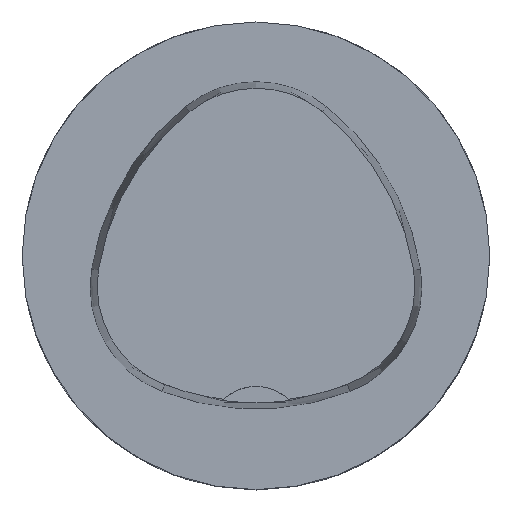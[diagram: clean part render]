
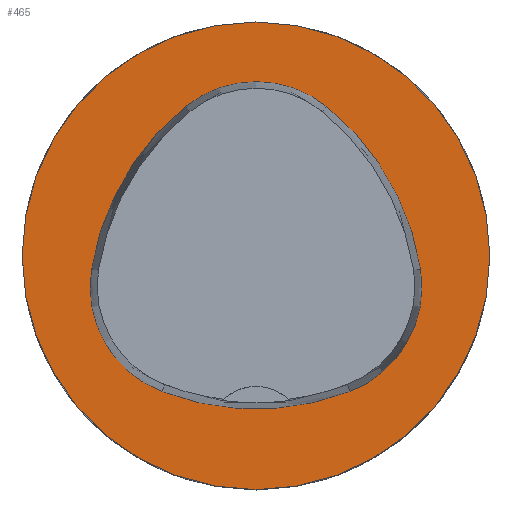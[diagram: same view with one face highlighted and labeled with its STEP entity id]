
A CAD part, top view. The second image highlights one B-rep face of the part: STEP entity #465.
In plain terms, the highlighted planar face has unit normal (0, 0, 1).
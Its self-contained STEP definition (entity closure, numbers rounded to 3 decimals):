
#249=FACE_BOUND('',#1027,.T.);
#250=FACE_BOUND('',#1028,.T.);
#337=PLANE('',#4798);
#465=ADVANCED_FACE('',(#249,#250),#337,.T.);
#1027=EDGE_LOOP('',(#2293,#2294,#2295,#2296,#2297,#2298));
#1028=EDGE_LOOP('',(#2299));
#1310=CIRCLE('',#4770,25.);
#1311=CIRCLE('',#4776,28.);
#1313=CIRCLE('',#4779,12.);
#1315=CIRCLE('',#4782,28.);
#1317=CIRCLE('',#4785,12.);
#1321=CIRCLE('',#4790,28.);
#1323=CIRCLE('',#4793,12.);
#2293=ORIENTED_EDGE('',*,*,#3968,.T.);
#2294=ORIENTED_EDGE('',*,*,#3948,.T.);
#2295=ORIENTED_EDGE('',*,*,#3952,.T.);
#2296=ORIENTED_EDGE('',*,*,#3955,.T.);
#2297=ORIENTED_EDGE('',*,*,#3958,.T.);
#2298=ORIENTED_EDGE('',*,*,#3966,.T.);
#2299=ORIENTED_EDGE('',*,*,#3939,.F.);
#3489=VERTEX_POINT('',#6901);
#3498=VERTEX_POINT('',#6920);
#3499=VERTEX_POINT('',#6921);
#3502=VERTEX_POINT('',#6929);
#3504=VERTEX_POINT('',#6935);
#3506=VERTEX_POINT('',#6941);
#3513=VERTEX_POINT('',#6962);
#3939=EDGE_CURVE('',#3489,#3489,#1310,.T.);
#3948=EDGE_CURVE('',#3498,#3499,#1311,.T.);
#3952=EDGE_CURVE('',#3499,#3502,#1313,.T.);
#3955=EDGE_CURVE('',#3502,#3504,#1315,.T.);
#3958=EDGE_CURVE('',#3504,#3506,#1317,.T.);
#3966=EDGE_CURVE('',#3506,#3513,#1321,.T.);
#3968=EDGE_CURVE('',#3513,#3498,#1323,.T.);
#4770=AXIS2_PLACEMENT_3D('',#6900,#5409,#5410);
#4776=AXIS2_PLACEMENT_3D('',#6919,#5425,#5426);
#4779=AXIS2_PLACEMENT_3D('',#6928,#5433,#5434);
#4782=AXIS2_PLACEMENT_3D('',#6934,#5440,#5441);
#4785=AXIS2_PLACEMENT_3D('',#6940,#5447,#5448);
#4790=AXIS2_PLACEMENT_3D('',#6963,#5459,#5460);
#4793=AXIS2_PLACEMENT_3D('',#6966,#5465,#5466);
#4798=AXIS2_PLACEMENT_3D('',#6971,#5475,#5476);
#5409=DIRECTION('',(0.,0.,-1.));
#5410=DIRECTION('',(-1.,0.,0.));
#5425=DIRECTION('',(0.,0.,-1.));
#5426=DIRECTION('',(-1.,0.,0.));
#5433=DIRECTION('',(0.,0.,-1.));
#5434=DIRECTION('',(-1.,0.,0.));
#5440=DIRECTION('',(0.,0.,-1.));
#5441=DIRECTION('',(-1.,0.,0.));
#5447=DIRECTION('',(0.,0.,-1.));
#5448=DIRECTION('',(-1.,0.,0.));
#5459=DIRECTION('',(0.,0.,-1.));
#5460=DIRECTION('',(-1.,0.,0.));
#5465=DIRECTION('',(0.,0.,-1.));
#5466=DIRECTION('',(-1.,0.,0.));
#5475=DIRECTION('',(0.,0.,1.));
#5476=DIRECTION('',(1.,0.,0.));
#6900=CARTESIAN_POINT('',(0.,0.,0.));
#6901=CARTESIAN_POINT('',(-25.,0.,0.));
#6919=CARTESIAN_POINT('',(10.068,-5.824,0.));
#6920=CARTESIAN_POINT('',(-17.584,-1.424,0.));
#6921=CARTESIAN_POINT('',(-7.531,15.953,0.));
#6928=CARTESIAN_POINT('',(0.011,6.62,0.));
#6929=CARTESIAN_POINT('',(7.567,15.942,0.));
#6934=CARTESIAN_POINT('',(-10.063,-5.81,0.));
#6935=CARTESIAN_POINT('',(17.59,-1.418,0.));
#6940=CARTESIAN_POINT('',(5.739,-3.3,0.));
#6941=CARTESIAN_POINT('',(10.05,-14.499,0.));
#6962=CARTESIAN_POINT('',(-10.025,-14.516,0.));
#6963=CARTESIAN_POINT('',(-0.01,11.631,0.));
#6966=CARTESIAN_POINT('',(-5.733,-3.31,0.));
#6971=CARTESIAN_POINT('',(0.,0.,0.));
